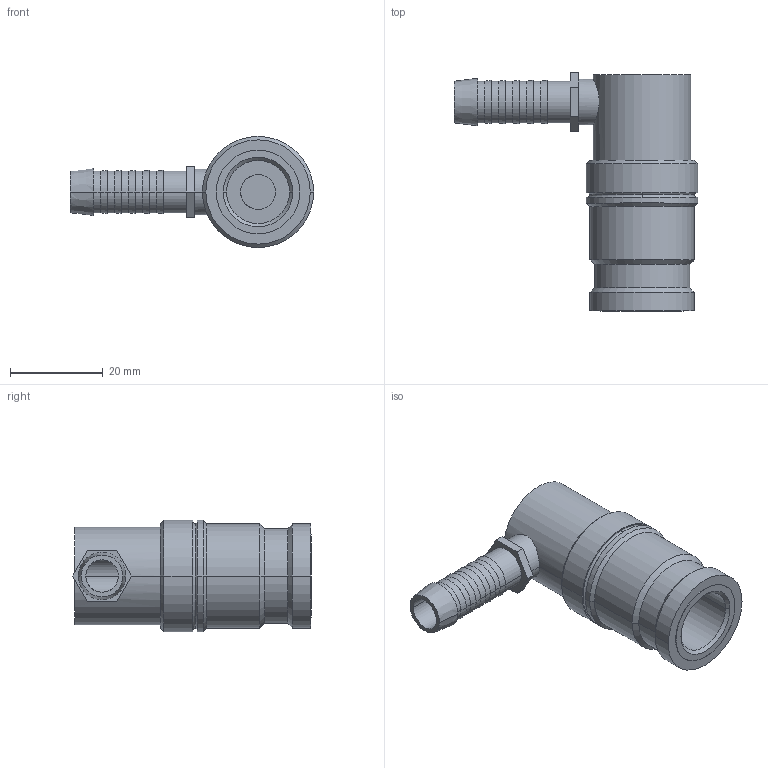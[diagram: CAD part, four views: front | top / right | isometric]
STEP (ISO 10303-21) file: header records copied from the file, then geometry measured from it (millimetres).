
FILE_DESCRIPTION(('STEP AP214'),'1');
FILE_NAME('esdf_9_tl-90ab.stp','2020-04-22T06:13:32',('TraceParts'),('TraceParts S.A.'),'Spatial InterOp 3D',' ',' ');
FILE_SCHEMA(('automotive_design'));
Length unit declared in the file: millimetre
Products named in the file (1): 1
Bounding box: 52.5 x 51.5 x 24 mm (x, y, z)
Volume: 16241 mm3; surface area: 7705.5 mm2
Topology: 1 solids, 1 shells, 83 faces, 176 edges, 108 vertices
Faces by surface type: cylinder 34, plane 23, cone 22, torus 4
Entity records: 3054 total; most frequent: CARTESIAN_POINT 510, DIRECTION 432, ORIENTED_EDGE 352, AXIS2_PLACEMENT_3D 178, EDGE_CURVE 176, VERTEX_POINT 108, EDGE_LOOP 98, CIRCLE 94
